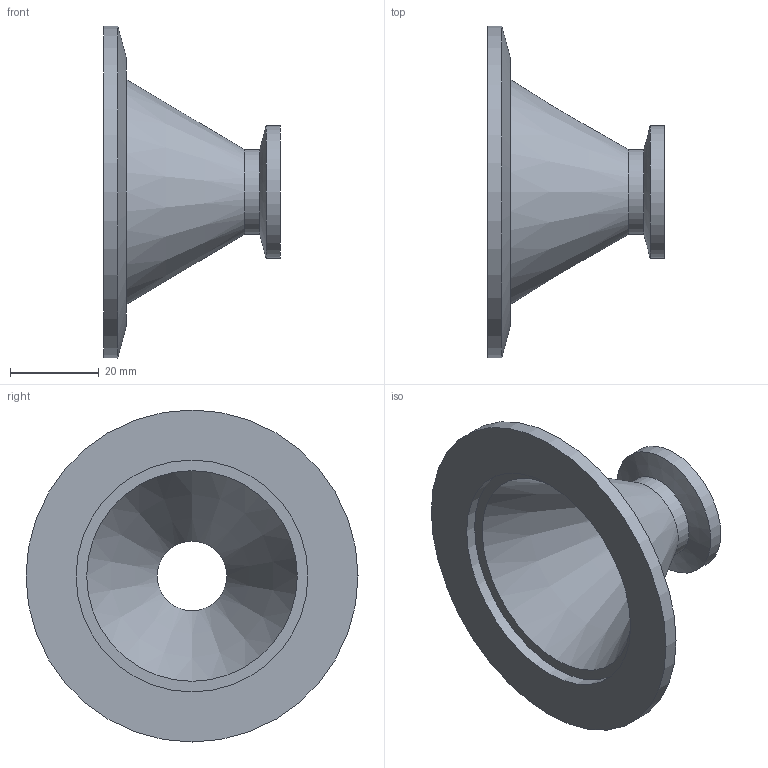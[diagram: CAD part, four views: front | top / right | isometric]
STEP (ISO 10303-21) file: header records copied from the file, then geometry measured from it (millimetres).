
FILE_DESCRIPTION (( 'STEP AP214' ), '1' );
FILE_NAME ('FULLVAC RC1KF5016.STEP', '2019-04-24T08:37:02', ( '' ), ( '' ), 'SwSTEP 2.0', 'SolidWorks 2017', '' );
FILE_SCHEMA (( 'AUTOMOTIVE_DESIGN' ));
Length unit declared in the file: millimetre
Products named in the file (1): FULLVAC RC1KF5016
Bounding box: 39.9 x 74.9 x 74.9 mm (x, y, z)
Volume: 20290.8 mm3; surface area: 14820.7 mm2
Topology: 1 solids, 1 shells, 15 faces, 28 edges, 18 vertices
Faces by surface type: cylinder 6, plane 5, cone 4
Full cylindrical faces by diameter (mm): 15.7 x1, 17.27 x1, 19.1 x1, 30 x1, 52.32 x1, 74.9 x1
Entity records: 342 total; most frequent: DIRECTION 62, CARTESIAN_POINT 46, AXIS2_PLACEMENT_3D 31, ORIENTED_EDGE 30, EDGE_LOOP 30, FACE_OUTER_BOUND 21, VERTEX_POINT 15, ADVANCED_FACE 15
